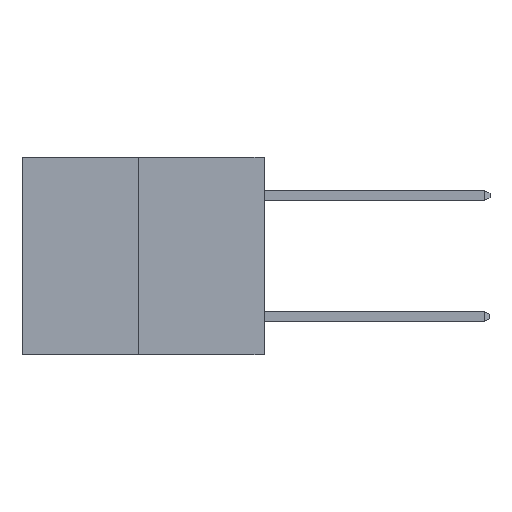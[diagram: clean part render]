
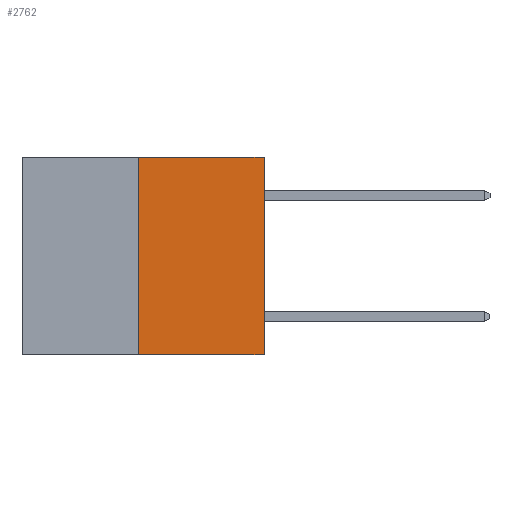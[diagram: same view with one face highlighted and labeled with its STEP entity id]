
A CAD part, left-side view. The second image highlights one B-rep face of the part: STEP entity #2762.
In plain terms, the highlighted planar face has unit normal (-1, 0, 0).
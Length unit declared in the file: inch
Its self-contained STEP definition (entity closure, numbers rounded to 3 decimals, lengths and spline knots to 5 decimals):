
#524 = CARTESIAN_POINT ( 'NONE',  ( 0., 0., -0.49 ) ) ;
#713 = LINE ( 'NONE', #12996, #4121 ) ;
#1002 = CARTESIAN_POINT ( 'NONE',  ( 0., 0.312, 0. ) ) ;
#1401 = DIRECTION ( 'NONE',  ( 0., -1., 0. ) ) ;
#1413 = ORIENTED_EDGE ( 'NONE', *, *, #11989, .T. ) ;
#1933 = FACE_OUTER_BOUND ( 'NONE', #18426, .T. ) ;
#2762 = ADVANCED_FACE ( 'NONE', ( #1933 ), #10289, .F. ) ;
#4121 = VECTOR ( 'NONE', #4260, 39.37008 ) ;
#4260 = DIRECTION ( 'NONE',  ( 0., 0., 1. ) ) ;
#5093 = CARTESIAN_POINT ( 'NONE',  ( 0., 0.6, 0. ) ) ;
#5575 = VERTEX_POINT ( 'NONE', #1002 ) ;
#6035 = LINE ( 'NONE', #17962, #8072 ) ;
#6297 = VERTEX_POINT ( 'NONE', #10368 ) ;
#8072 = VECTOR ( 'NONE', #10587, 39.37008 ) ;
#8967 = CARTESIAN_POINT ( 'NONE',  ( 0., 0.312, -0.49 ) ) ;
#9107 = EDGE_CURVE ( 'NONE', #18278, #13241, #9220, .T. ) ;
#9220 = LINE ( 'NONE', #9911, #14279 ) ;
#9728 = ORIENTED_EDGE ( 'NONE', *, *, #17869, .F. ) ;
#9911 = CARTESIAN_POINT ( 'NONE',  ( 0., 0.6, -0.49 ) ) ;
#10072 = EDGE_CURVE ( 'NONE', #5575, #6297, #11722, .T. ) ;
#10289 = PLANE ( 'NONE',  #16805 ) ;
#10352 = CARTESIAN_POINT ( 'NONE',  ( 0., 0.6, 0. ) ) ;
#10368 = CARTESIAN_POINT ( 'NONE',  ( 0., 0., 0. ) ) ;
#10586 = VECTOR ( 'NONE', #16720, 39.37008 ) ;
#10587 = DIRECTION ( 'NONE',  ( 0., 0., 1. ) ) ;
#11438 = ORIENTED_EDGE ( 'NONE', *, *, #10072, .F. ) ;
#11722 = LINE ( 'NONE', #5093, #10586 ) ;
#11805 = DIRECTION ( 'NONE',  ( 0., 0., -1. ) ) ;
#11989 = EDGE_CURVE ( 'NONE', #13241, #6297, #713, .T. ) ;
#12996 = CARTESIAN_POINT ( 'NONE',  ( 0., 0., 0. ) ) ;
#13241 = VERTEX_POINT ( 'NONE', #524 ) ;
#14279 = VECTOR ( 'NONE', #1401, 39.37008 ) ;
#14772 = DIRECTION ( 'NONE',  ( 1., 0., 0. ) ) ;
#16720 = DIRECTION ( 'NONE',  ( 0., -1., 0. ) ) ;
#16805 = AXIS2_PLACEMENT_3D ( 'NONE', #10352, #14772, #11805 ) ;
#17869 = EDGE_CURVE ( 'NONE', #18278, #5575, #6035, .T. ) ;
#17962 = CARTESIAN_POINT ( 'NONE',  ( 0., 0.312, -0.49 ) ) ;
#18278 = VERTEX_POINT ( 'NONE', #8967 ) ;
#18291 = ORIENTED_EDGE ( 'NONE', *, *, #9107, .T. ) ;
#18426 = EDGE_LOOP ( 'NONE', ( #9728, #18291, #1413, #11438 ) ) ;
